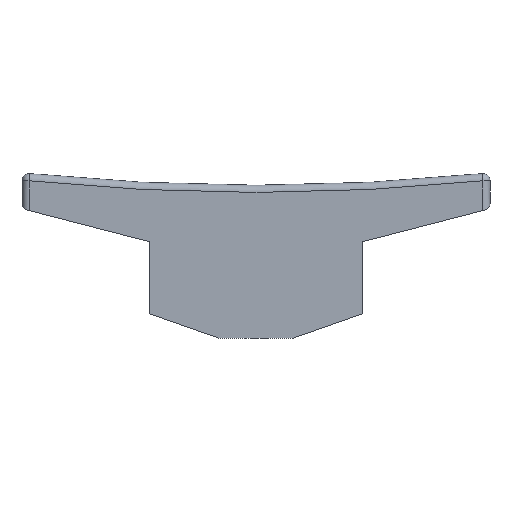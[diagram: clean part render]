
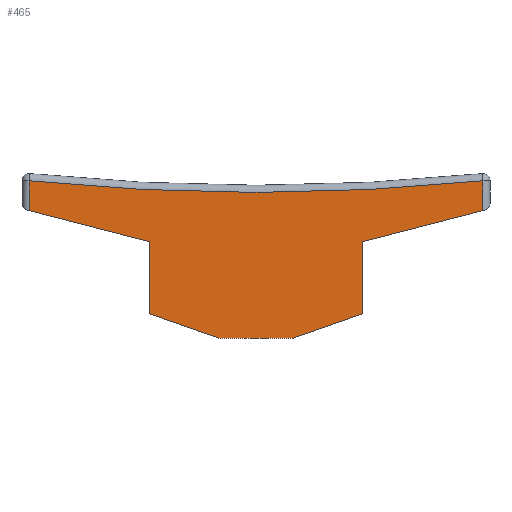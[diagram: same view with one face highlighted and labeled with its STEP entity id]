
A CAD part, left-side view. The second image highlights one B-rep face of the part: STEP entity #465.
In plain terms, the highlighted planar face has unit normal (-1, 0, 0).
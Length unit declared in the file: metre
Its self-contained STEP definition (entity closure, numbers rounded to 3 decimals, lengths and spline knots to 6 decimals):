
#38=LINE('',#735,#74);
#50=LINE('',#762,#86);
#51=LINE('',#765,#87);
#52=LINE('',#769,#88);
#53=LINE('',#771,#89);
#54=LINE('',#773,#90);
#55=LINE('',#775,#91);
#56=LINE('',#776,#92);
#57=LINE('',#778,#93);
#74=VECTOR('',#575,1.);
#86=VECTOR('',#593,1.);
#87=VECTOR('',#594,1.);
#88=VECTOR('',#597,1.);
#89=VECTOR('',#598,1.);
#90=VECTOR('',#599,1.);
#91=VECTOR('',#600,1.);
#92=VECTOR('',#601,1.);
#93=VECTOR('',#602,1.);
#123=ORIENTED_EDGE('',*,*,#255,.F.);
#124=ORIENTED_EDGE('',*,*,#256,.T.);
#125=ORIENTED_EDGE('',*,*,#257,.T.);
#126=ORIENTED_EDGE('',*,*,#258,.T.);
#127=ORIENTED_EDGE('',*,*,#259,.T.);
#128=ORIENTED_EDGE('',*,*,#260,.F.);
#129=ORIENTED_EDGE('',*,*,#261,.F.);
#130=ORIENTED_EDGE('',*,*,#243,.F.);
#131=ORIENTED_EDGE('',*,*,#262,.F.);
#132=ORIENTED_EDGE('',*,*,#263,.T.);
#243=EDGE_CURVE('',#309,#310,#38,.T.);
#255=EDGE_CURVE('',#321,#322,#50,.T.);
#256=EDGE_CURVE('',#321,#323,#51,.T.);
#257=EDGE_CURVE('',#323,#324,#351,.T.);
#258=EDGE_CURVE('',#324,#325,#52,.F.);
#259=EDGE_CURVE('',#325,#326,#53,.T.);
#260=EDGE_CURVE('',#327,#326,#54,.T.);
#261=EDGE_CURVE('',#310,#327,#55,.T.);
#262=EDGE_CURVE('',#328,#309,#56,.T.);
#263=EDGE_CURVE('',#328,#322,#57,.T.);
#309=VERTEX_POINT('',#736);
#310=VERTEX_POINT('',#737);
#321=VERTEX_POINT('',#763);
#322=VERTEX_POINT('',#764);
#323=VERTEX_POINT('',#766);
#324=VERTEX_POINT('',#768);
#325=VERTEX_POINT('',#770);
#326=VERTEX_POINT('',#772);
#327=VERTEX_POINT('',#774);
#328=VERTEX_POINT('',#777);
#351=CIRCLE('',#512,0.308075);
#376=EDGE_LOOP('',(#123,#124,#125,#126,#127,#128,#129,#130,#131,#132));
#414=FACE_BOUND('',#376,.T.);
#451=PLANE('',#511);
#465=ADVANCED_FACE('',(#414),#451,.F.);
#511=AXIS2_PLACEMENT_3D('',#761,#591,#592);
#512=AXIS2_PLACEMENT_3D('',#767,#595,#596);
#575=DIRECTION('',(0.,1.,0.));
#591=DIRECTION('',(1.,0.,0.));
#592=DIRECTION('',(0.,1.,0.));
#593=DIRECTION('',(0.,0.968,-0.25));
#594=DIRECTION('',(0.,0.,1.));
#595=DIRECTION('',(1.,0.,0.));
#596=DIRECTION('',(0.,1.,0.));
#597=DIRECTION('',(0.,0.,1.));
#598=DIRECTION('',(0.,-0.968,-0.25));
#599=DIRECTION('',(0.,0.,1.));
#600=DIRECTION('',(0.,0.944,0.33));
#601=DIRECTION('',(0.,0.944,-0.33));
#602=DIRECTION('',(0.,0.,1.));
#735=CARTESIAN_POINT('',(-0.004,0.,0.07165));
#736=CARTESIAN_POINT('',(-0.004,-0.005,0.07165));
#737=CARTESIAN_POINT('',(-0.004,0.005,0.07165));
#761=CARTESIAN_POINT('',(-0.004,0.,0.07165));
#762=CARTESIAN_POINT('',(-0.004,0.002326,0.08064));
#763=CARTESIAN_POINT('',(-0.004,-0.0315,0.089391));
#764=CARTESIAN_POINT('',(-0.004,-0.014797,0.08507));
#765=CARTESIAN_POINT('',(-0.004,-0.0315,0.09465));
#766=CARTESIAN_POINT('',(-0.004,-0.0315,0.09354));
#767=CARTESIAN_POINT('',(-0.004,0.,0.4));
#768=CARTESIAN_POINT('',(-0.004,0.0315,0.09354));
#769=CARTESIAN_POINT('',(-0.004,0.0315,0.07165));
#770=CARTESIAN_POINT('',(-0.004,0.0315,0.089391));
#771=CARTESIAN_POINT('',(-0.004,-0.002326,0.08064));
#772=CARTESIAN_POINT('',(-0.004,0.014797,0.08507));
#773=CARTESIAN_POINT('',(-0.004,0.014797,0.07165));
#774=CARTESIAN_POINT('',(-0.004,0.014797,0.07507));
#775=CARTESIAN_POINT('',(-0.004,0.000543,0.070094));
#776=CARTESIAN_POINT('',(-0.004,-0.000543,0.070094));
#777=CARTESIAN_POINT('',(-0.004,-0.014797,0.07507));
#778=CARTESIAN_POINT('',(-0.004,-0.014797,0.07165));
